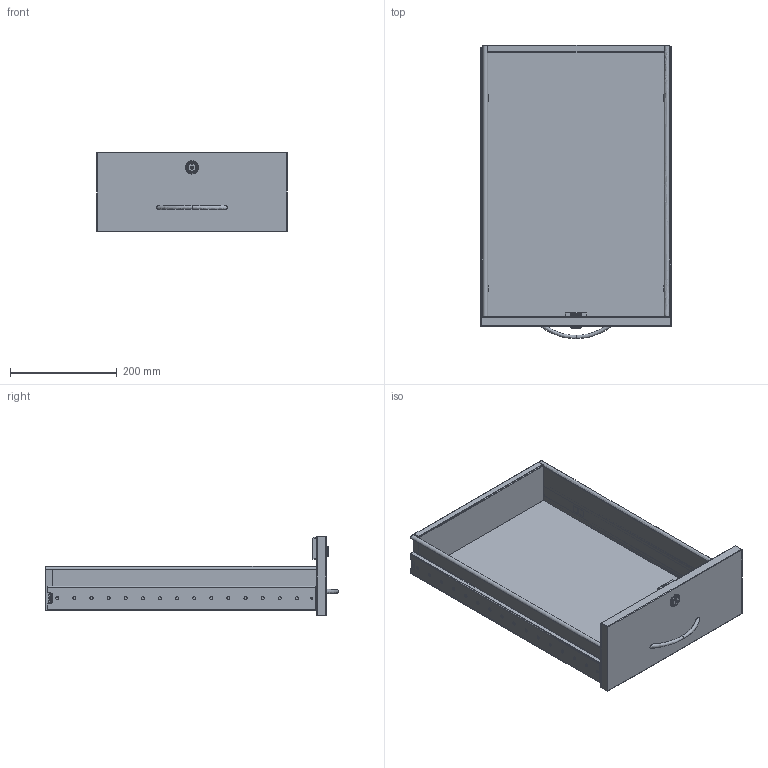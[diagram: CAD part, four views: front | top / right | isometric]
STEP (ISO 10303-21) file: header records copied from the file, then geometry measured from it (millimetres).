
FILE_DESCRIPTION((''),'2;1');
FILE_NAME('740002MZ.iam.stp','2010-09-05T10:36:56',(''),(''),'Autodesk Inventor 2010','Autodesk Inventor 2010','');
FILE_SCHEMA(('AUTOMOTIVE_DESIGN { 1 0 10303 214 1 1 1 1 }'));
Length unit declared in the file: millimetre
Products named in the file (17): 740002MZ; 740002M-plech; 740002M-čelo; 740002M-zámek; 740002M-Z1; 740002M-Z2; 740002M-Z3; 740002M-Z4; 740002M-držadlo; 740002M-VL; 740002M-V1; 740002M-V1-1; 740002M-V2; 740002M-V3L; 740002M-VP; 740002M-V3P
Assembly tree (19 placements, depth 4):
  740002MZ
    740002M-plech
    740002M-čelo
      740002M-čelo
      740002M-zámek
        740002M-Z1
        740002M-Z2
        740002M-Z3
        740002M-Z4
      740002M-držadlo
    740002M-VL
      740002M-V1
      740002M-V1-1
      740002M-V2
      740002M-V3L
    740002M-VP
      740002M-V1
      740002M-V1-1
      740002M-V2
      740002M-V3P
Bounding box: 357 x 547.8 x 148 mm (x, y, z)
Volume: 1373239.3 mm3; surface area: 1051011 mm2
Topology: 15 solids, 15 shells, 539 faces, 1487 edges, 964 vertices
Faces by surface type: plane 278, cylinder 151, bspline 76, sphere 16, cone 13, torus 5
Full cylindrical faces by diameter (mm): 15.8 x1, 16 x1, 19 x2, 20 x1
Entity records: 14080 total; most frequent: CARTESIAN_POINT 3114, DIRECTION 2162, ORIENTED_EDGE 2138, EDGE_CURVE 1069, VECTOR 754, LINE 754, VERTEX_POINT 711, AXIS2_PLACEMENT_3D 704
